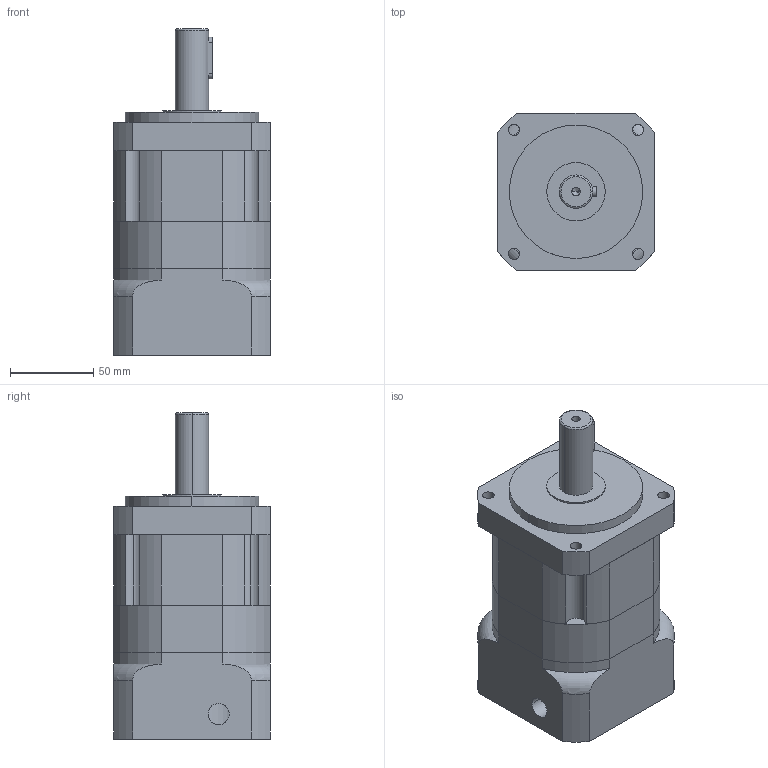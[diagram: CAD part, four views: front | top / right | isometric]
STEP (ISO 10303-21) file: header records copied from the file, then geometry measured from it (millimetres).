
FILE_DESCRIPTION (( 'STEP AP214' ), '1' );
FILE_NAME ('DA090-PX-L2-XX-19-70-90-M6_2019.STEP', '2019-03-13T05:09:11', ( 'Y' ), ( 'NCU' ), 'SwSTEP 2.0', 'SolidWorks 2016', '' );
FILE_SCHEMA (( 'AUTOMOTIVE_DESIGN' ));
Length unit declared in the file: millimetre
Products named in the file (1): DA090-PX-L2-XX-19-70-90-M6_2019
Bounding box: 94 x 94 x 195.5 mm (x, y, z)
Volume: 1056910.4 mm3; surface area: 150403.3 mm2
Topology: 4 solids, 4 shells, 269 faces, 643 edges, 414 vertices
Faces by surface type: cylinder 119, plane 118, cone 26, torus 6
Entity records: 9274 total; most frequent: CARTESIAN_POINT 1925, DIRECTION 1404, ORIENTED_EDGE 1266, EDGE_CURVE 633, AXIS2_PLACEMENT_3D 521, VERTEX_POINT 414, VECTOR 362, LINE 362
